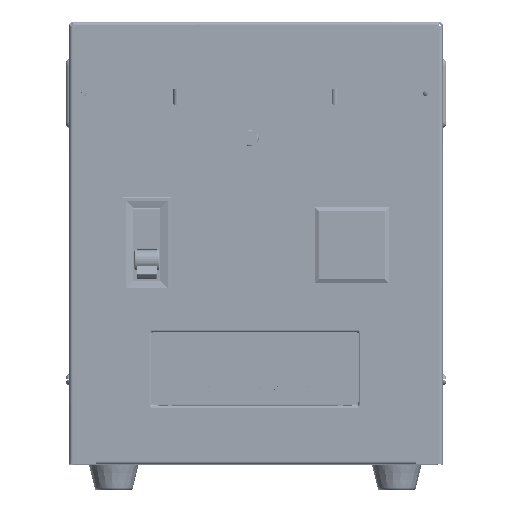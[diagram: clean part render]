
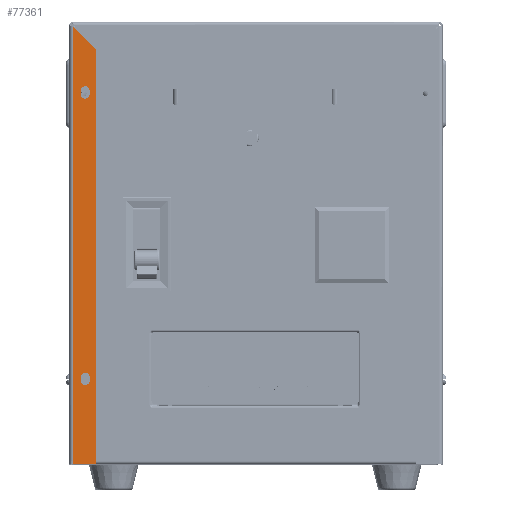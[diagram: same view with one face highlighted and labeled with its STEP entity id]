
A CAD part, top view. The second image highlights one B-rep face of the part: STEP entity #77361.
In plain terms, the highlighted face is planar.
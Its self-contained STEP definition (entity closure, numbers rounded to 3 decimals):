
#629 = VERTEX_POINT ( 'NONE', #202454 ) ;
#1255 = VECTOR ( 'NONE', #158200, 1000. ) ;
#1865 = CARTESIAN_POINT ( 'NONE',  ( 277., -250., 196. ) ) ;
#2184 = VERTEX_POINT ( 'NONE', #93532 ) ;
#4548 = CIRCLE ( 'NONE', #192016, 2.5 ) ;
#11389 = ORIENTED_EDGE ( 'NONE', *, *, #74723, .F. ) ;
#13423 = EDGE_LOOP ( 'NONE', ( #19688, #102560, #50459, #158260 ) ) ;
#19688 = ORIENTED_EDGE ( 'NONE', *, *, #84391, .F. ) ;
#28329 = CARTESIAN_POINT ( 'NONE',  ( 277., -202.81, 199.576 ) ) ;
#31563 = CARTESIAN_POINT ( 'NONE',  ( 277., -200.81, 204.576 ) ) ;
#33197 = VERTEX_POINT ( 'NONE', #166689 ) ;
#34416 = VERTEX_POINT ( 'NONE', #176451 ) ;
#36980 = VERTEX_POINT ( 'NONE', #71774 ) ;
#37830 = VECTOR ( 'NONE', #145683, 1000. ) ;
#38862 = ORIENTED_EDGE ( 'NONE', *, *, #151512, .F. ) ;
#42919 = VECTOR ( 'NONE', #79532, 1000. ) ;
#43455 = DIRECTION ( 'NONE',  ( 0., 0., -1. ) ) ;
#44558 = EDGE_LOOP ( 'NONE', ( #11389, #186516, #102667, #147283 ) ) ;
#48562 = LINE ( 'NONE', #95554, #76998 ) ;
#50459 = ORIENTED_EDGE ( 'NONE', *, *, #91547, .F. ) ;
#50769 = LINE ( 'NONE', #197061, #138384 ) ;
#53188 = LINE ( 'NONE', #152564, #106149 ) ;
#54644 = AXIS2_PLACEMENT_3D ( 'NONE', #109813, #188899, #206927 ) ;
#60378 = CARTESIAN_POINT ( 'NONE',  ( 277., -38.81, 202.076 ) ) ;
#61160 = CARTESIAN_POINT ( 'NONE',  ( 277., -40.81, 202.076 ) ) ;
#62212 = DIRECTION ( 'NONE',  ( 1., 0., 0. ) ) ;
#63927 = EDGE_CURVE ( 'NONE', #2184, #629, #50769, .T. ) ;
#64576 = CARTESIAN_POINT ( 'NONE',  ( 277., -200.81, 204.576 ) ) ;
#70669 = VERTEX_POINT ( 'NONE', #211080 ) ;
#71774 = CARTESIAN_POINT ( 'NONE',  ( 277., -40.81, 199.576 ) ) ;
#74723 = EDGE_CURVE ( 'NONE', #33197, #70669, #161595, .T. ) ;
#76998 = VECTOR ( 'NONE', #83765, 1000. ) ;
#77361 = ADVANCED_FACE ( 'NONE', ( #90973, #93056, #92021 ), #89929, .F. ) ;
#78336 = CIRCLE ( 'NONE', #153447, 2.5 ) ;
#79047 = CIRCLE ( 'NONE', #150973, 2.5 ) ;
#79532 = DIRECTION ( 'NONE',  ( 0., -1., 0. ) ) ;
#83765 = DIRECTION ( 'NONE',  ( 0., -0.707, -0.707 ) ) ;
#84391 = EDGE_CURVE ( 'NONE', #167160, #2184, #48562, .T. ) ;
#84402 = EDGE_CURVE ( 'NONE', #132974, #118071, #195878, .T. ) ;
#85678 = ORIENTED_EDGE ( 'NONE', *, *, #142609, .F. ) ;
#88459 = DIRECTION ( 'NONE',  ( 0., 1., 0. ) ) ;
#89929 = PLANE ( 'NONE',  #113639 ) ;
#90973 = FACE_BOUND ( 'NONE', #44558, .T. ) ;
#91547 = EDGE_CURVE ( 'NONE', #629, #108846, #112778, .T. ) ;
#92021 = FACE_OUTER_BOUND ( 'NONE', #13423, .T. ) ;
#93056 = FACE_BOUND ( 'NONE', #180463, .T. ) ;
#93532 = CARTESIAN_POINT ( 'NONE',  ( 277., -15.707, 196. ) ) ;
#95554 = CARTESIAN_POINT ( 'NONE',  ( 277., -2.507, 209.2 ) ) ;
#97635 = VERTEX_POINT ( 'NONE', #148641 ) ;
#101745 = ORIENTED_EDGE ( 'NONE', *, *, #204303, .F. ) ;
#102560 = ORIENTED_EDGE ( 'NONE', *, *, #139451, .F. ) ;
#102667 = ORIENTED_EDGE ( 'NONE', *, *, #84402, .F. ) ;
#105955 = DIRECTION ( 'NONE',  ( 0., 0., 1. ) ) ;
#106149 = VECTOR ( 'NONE', #88459, 1000. ) ;
#106911 = LINE ( 'NONE', #153921, #196267 ) ;
#108846 = VERTEX_POINT ( 'NONE', #170178 ) ;
#109118 = CARTESIAN_POINT ( 'NONE',  ( 277., 0., 0. ) ) ;
#109813 = CARTESIAN_POINT ( 'NONE',  ( 277., -202.81, 202.076 ) ) ;
#112778 = LINE ( 'NONE', #1865, #170819 ) ;
#113639 = AXIS2_PLACEMENT_3D ( 'NONE', #109118, #155091, #105955 ) ;
#115235 = DIRECTION ( 'NONE',  ( 1., 0., 0. ) ) ;
#118071 = VERTEX_POINT ( 'NONE', #207527 ) ;
#128826 = CARTESIAN_POINT ( 'NONE',  ( 277., -2.507, 209.2 ) ) ;
#131652 = EDGE_CURVE ( 'NONE', #70669, #132974, #78336, .T. ) ;
#132974 = VERTEX_POINT ( 'NONE', #64576 ) ;
#137872 = DIRECTION ( 'NONE',  ( 0., 1., 0. ) ) ;
#138384 = VECTOR ( 'NONE', #145922, 1000. ) ;
#139451 = EDGE_CURVE ( 'NONE', #108846, #167160, #106911, .T. ) ;
#139987 = CIRCLE ( 'NONE', #54644, 2.5 ) ;
#142249 = CARTESIAN_POINT ( 'NONE',  ( 277., -38.81, 204.576 ) ) ;
#142609 = EDGE_CURVE ( 'NONE', #97635, #34416, #157187, .T. ) ;
#142714 = DIRECTION ( 'NONE',  ( 1., 0., 0. ) ) ;
#144199 = CARTESIAN_POINT ( 'NONE',  ( 277., -200.81, 202.076 ) ) ;
#145683 = DIRECTION ( 'NONE',  ( 0., 1., 0. ) ) ;
#145922 = DIRECTION ( 'NONE',  ( 0., -1., 0. ) ) ;
#147283 = ORIENTED_EDGE ( 'NONE', *, *, #131652, .F. ) ;
#148641 = CARTESIAN_POINT ( 'NONE',  ( 277., -38.81, 204.576 ) ) ;
#150973 = AXIS2_PLACEMENT_3D ( 'NONE', #60378, #142714, #43455 ) ;
#151512 = EDGE_CURVE ( 'NONE', #189285, #97635, #79047, .T. ) ;
#152564 = CARTESIAN_POINT ( 'NONE',  ( 277., -40.81, 199.576 ) ) ;
#153447 = AXIS2_PLACEMENT_3D ( 'NONE', #144199, #115235, #162208 ) ;
#153921 = CARTESIAN_POINT ( 'NONE',  ( 277., -1.8, 209.2 ) ) ;
#155091 = DIRECTION ( 'NONE',  ( -1., 0., 0. ) ) ;
#157187 = LINE ( 'NONE', #142249, #1255 ) ;
#158200 = DIRECTION ( 'NONE',  ( 0., -1., 0. ) ) ;
#158260 = ORIENTED_EDGE ( 'NONE', *, *, #63927, .F. ) ;
#161595 = LINE ( 'NONE', #28329, #37830 ) ;
#162208 = DIRECTION ( 'NONE',  ( 0., 0., -1. ) ) ;
#166689 = CARTESIAN_POINT ( 'NONE',  ( 277., -202.81, 199.576 ) ) ;
#167160 = VERTEX_POINT ( 'NONE', #128826 ) ;
#170178 = CARTESIAN_POINT ( 'NONE',  ( 277., -250., 209.2 ) ) ;
#170714 = ORIENTED_EDGE ( 'NONE', *, *, #194938, .F. ) ;
#170819 = VECTOR ( 'NONE', #193923, 1000. ) ;
#176451 = CARTESIAN_POINT ( 'NONE',  ( 277., -40.81, 204.576 ) ) ;
#180463 = EDGE_LOOP ( 'NONE', ( #101745, #170714, #85678, #38862 ) ) ;
#183967 = DIRECTION ( 'NONE',  ( 0., 0., -1. ) ) ;
#186516 = ORIENTED_EDGE ( 'NONE', *, *, #193375, .F. ) ;
#188899 = DIRECTION ( 'NONE',  ( 1., 0., 0. ) ) ;
#189285 = VERTEX_POINT ( 'NONE', #190131 ) ;
#190131 = CARTESIAN_POINT ( 'NONE',  ( 277., -38.81, 199.576 ) ) ;
#192016 = AXIS2_PLACEMENT_3D ( 'NONE', #61160, #62212, #183967 ) ;
#193375 = EDGE_CURVE ( 'NONE', #118071, #33197, #139987, .T. ) ;
#193923 = DIRECTION ( 'NONE',  ( 0., 0., 1. ) ) ;
#194938 = EDGE_CURVE ( 'NONE', #34416, #36980, #4548, .T. ) ;
#195878 = LINE ( 'NONE', #31563, #42919 ) ;
#196267 = VECTOR ( 'NONE', #137872, 1000. ) ;
#197061 = CARTESIAN_POINT ( 'NONE',  ( 277., -1.8, 196. ) ) ;
#202454 = CARTESIAN_POINT ( 'NONE',  ( 277., -250., 196. ) ) ;
#204303 = EDGE_CURVE ( 'NONE', #36980, #189285, #53188, .T. ) ;
#206927 = DIRECTION ( 'NONE',  ( 0., 0., -1. ) ) ;
#207527 = CARTESIAN_POINT ( 'NONE',  ( 277., -202.81, 204.576 ) ) ;
#211080 = CARTESIAN_POINT ( 'NONE',  ( 277., -200.81, 199.576 ) ) ;
